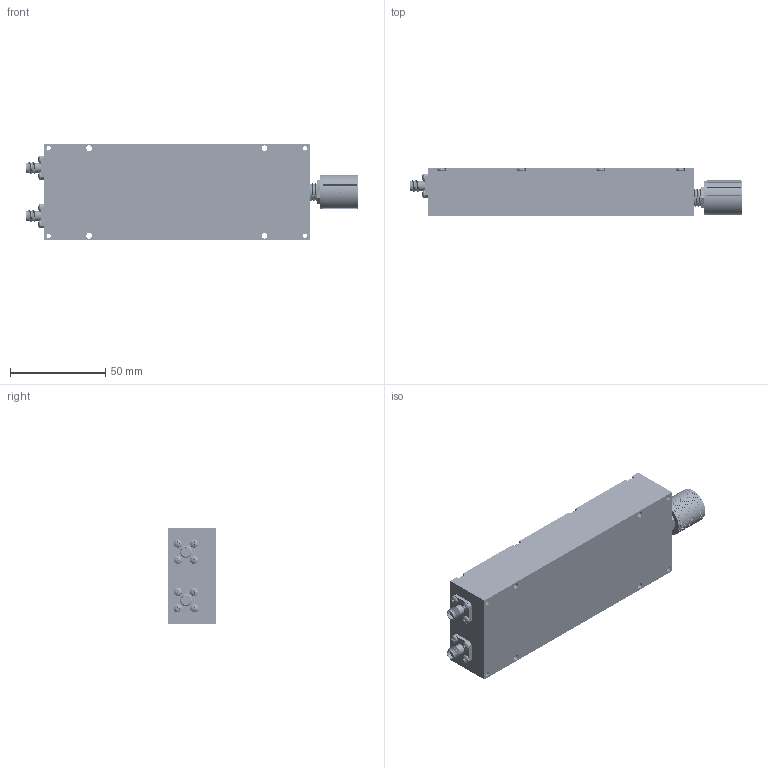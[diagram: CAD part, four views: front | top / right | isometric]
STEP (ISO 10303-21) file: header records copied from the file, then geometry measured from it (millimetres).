
FILE_DESCRIPTION (( 'STEP AP214' ), '1' );
FILE_NAME ('FM8247A_3D.step', '2023-11-12T07:36:58', ( '' ), ( '' ), 'SwSTEP 2.0', 'SolidWorks 2022', '' );
FILE_SCHEMA (( 'AUTOMOTIVE_DESIGN' ));
Length unit declared in the file: inch
Products named in the file (16): Phaseshifter Lock Collar-0^Phaseshifter Lock Collar_FM8247A; NUT^Lock Collar Nut_Phaseshifter Lock Collar_FM8247A; 5.5 phaseshifter shaft^FM8247A; Cover^FM8247A; standard shaft^5.5 phaseshifter shaft_FM8247A; 91735A007_316 SS PHPhillips^FM8247A; 91772A105_Pass 18-8 SS PHPhillips^FM8247A; shaft^standard shaft_5.5 phaseshifter shaft_FM8247A; 5.5 phs Connector Pins, SMA F^FM8247A; Small Knob^FM8247A; Phaseshifter Lock Collar^FM8247A; METAL DISC^Small Knob_FM8247A; Lock Collar Nut^Phaseshifter Lock Collar_FM8247A; FM8247A_3D; KNOB BODY_1^Small Knob_FM8247A; SMA F flange mount connector v1^5.5 phs Connector Pins, SMA F_FM8247A
Assembly tree (32 placements, depth 4):
  FM8247A_3D
    Cover^FM8247A
    5.5 phs Connector Pins, SMA F^FM8247A  x2
      SMA F flange mount connector v1^5.5 phs Connector Pins, SMA F_FM8247A
    5.5 phaseshifter shaft^FM8247A
      standard shaft^5.5 phaseshifter shaft_FM8247A
        shaft^standard shaft_5.5 phaseshifter shaft_FM8247A
    Phaseshifter Lock Collar^FM8247A
      Lock Collar Nut^Phaseshifter Lock Collar_FM8247A
        NUT^Lock Collar Nut_Phaseshifter Lock Collar_FM8247A
      Phaseshifter Lock Collar-0^Phaseshifter Lock Collar_FM8247A
    Small Knob^FM8247A
      METAL DISC^Small Knob_FM8247A
      KNOB BODY_1^Small Knob_FM8247A
    91735A007_316 SS PHPhillips^FM8247A  x16
    91772A105_Pass 18-8 SS PHPhillips^FM8247A  x2
Bounding box: 174.6 x 25.4 x 50.8 mm (x, y, z)
Volume: 186533.1 mm3; surface area: 39221.7 mm2
Topology: 26 solids, 29 shells, 4534 faces, 12797 edges, 8464 vertices
Faces by surface type: cylinder 3014, plane 957, cone 280, bspline 183, torus 82, sphere 18
Full cylindrical faces by diameter (mm): 6.35 x1
Entity records: 177006 total; most frequent: CARTESIAN_POINT 103007, ORIENTED_EDGE 17876, DIRECTION 11469, EDGE_CURVE 8938, VERTEX_POINT 5936, B_SPLINE_CURVE_WITH_KNOTS 4395, AXIS2_PLACEMENT_3D 4072, EDGE_LOOP 3334
